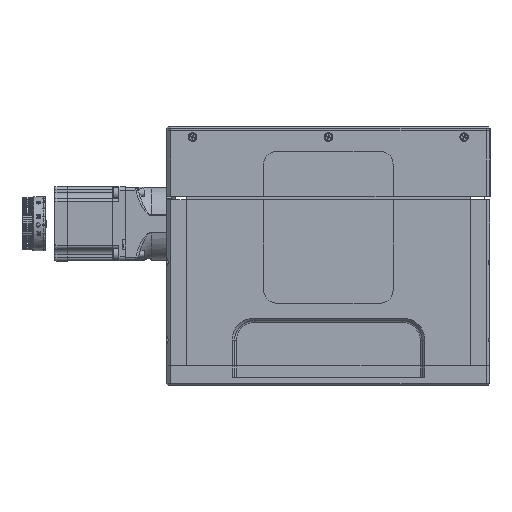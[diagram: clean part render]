
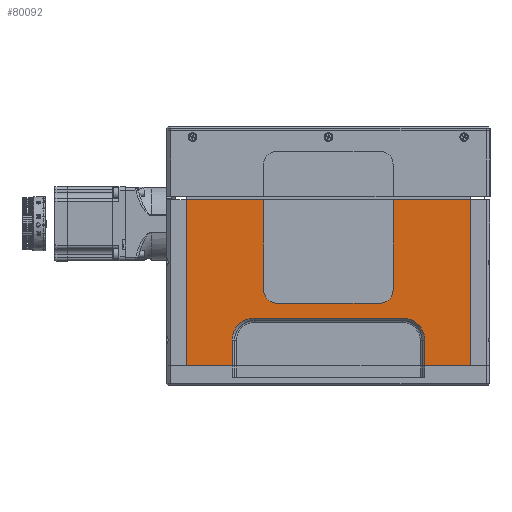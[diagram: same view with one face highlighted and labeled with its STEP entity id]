
A CAD part, left-side view. The second image highlights one B-rep face of the part: STEP entity #80092.
In plain terms, the highlighted planar face has unit normal (-1, 0, 0).
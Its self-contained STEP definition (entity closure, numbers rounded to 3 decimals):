
#86 = DIRECTION ( 'NONE',  ( 0., -1., 0. ) ) ;
#138 = VERTEX_POINT ( 'NONE', #56894 ) ;
#617 = DIRECTION ( 'NONE',  ( 1., 0., 0. ) ) ;
#1145 = AXIS2_PLACEMENT_3D ( 'NONE', #65317, #33773, #78493 ) ;
#1174 = FACE_OUTER_BOUND ( 'NONE', #18853, .T. ) ;
#1977 = DIRECTION ( 'NONE',  ( 0., 0., -1. ) ) ;
#2125 = LINE ( 'NONE', #64547, #33537 ) ;
#2898 = DIRECTION ( 'NONE',  ( 0., 0., 1. ) ) ;
#3115 = VECTOR ( 'NONE', #53887, 1000. ) ;
#4247 = CARTESIAN_POINT ( 'NONE',  ( -160., 110., 183. ) ) ;
#5200 = VERTEX_POINT ( 'NONE', #73980 ) ;
#5310 = VERTEX_POINT ( 'NONE', #31190 ) ;
#5684 = VERTEX_POINT ( 'NONE', #68425 ) ;
#5829 = CARTESIAN_POINT ( 'NONE',  ( -160., 74.5, 99. ) ) ;
#6795 = ORIENTED_EDGE ( 'NONE', *, *, #48604, .F. ) ;
#7345 = EDGE_CURVE ( 'NONE', #77260, #5310, #31494, .T. ) ;
#7687 = ORIENTED_EDGE ( 'NONE', *, *, #43057, .F. ) ;
#7999 = AXIS2_PLACEMENT_3D ( 'NONE', #38191, #617, #50730 ) ;
#8117 = CARTESIAN_POINT ( 'NONE',  ( -160., -74.5, 35. ) ) ;
#8152 = CIRCLE ( 'NONE', #1145, 17. ) ;
#8771 = VERTEX_POINT ( 'NONE', #72857 ) ;
#9331 = DIRECTION ( 'NONE',  ( 0., 0., 1. ) ) ;
#9847 = CARTESIAN_POINT ( 'NONE',  ( -160., 110., 15. ) ) ;
#9997 = LINE ( 'NONE', #41818, #3115 ) ;
#13861 = CARTESIAN_POINT ( 'NONE',  ( -160., -40., 63.5 ) ) ;
#14216 = CARTESIAN_POINT ( 'NONE',  ( -160., -57.5, 52. ) ) ;
#14966 = CARTESIAN_POINT ( 'NONE',  ( -160., -110., 15. ) ) ;
#15388 = DIRECTION ( 'NONE',  ( 1., 0., 0. ) ) ;
#16914 = DIRECTION ( 'NONE',  ( 0., 0., 1. ) ) ;
#17335 = DIRECTION ( 'NONE',  ( 0., 0., 1. ) ) ;
#18654 = ORIENTED_EDGE ( 'NONE', *, *, #29931, .F. ) ;
#18853 = EDGE_LOOP ( 'NONE', ( #39806, #28569, #48163, #37261, #7687, #64657, #36300, #18654, #57579, #6795, #52398, #56122, #50395, #48342, #55971, #25398 ) ) ;
#19074 = VERTEX_POINT ( 'NONE', #42137 ) ;
#19467 = LINE ( 'NONE', #43383, #80360 ) ;
#19674 = DIRECTION ( 'NONE',  ( 0., -1., 0. ) ) ;
#19799 = VECTOR ( 'NONE', #19674, 1000. ) ;
#22158 = CIRCLE ( 'NONE', #65756, 10. ) ;
#23643 = EDGE_CURVE ( 'NONE', #66830, #37857, #8152, .T. ) ;
#23656 = LINE ( 'NONE', #5829, #68759 ) ;
#24618 = CARTESIAN_POINT ( 'NONE',  ( -160., -74.5, 99. ) ) ;
#25320 = LINE ( 'NONE', #39300, #73394 ) ;
#25398 = ORIENTED_EDGE ( 'NONE', *, *, #75033, .T. ) ;
#25684 = EDGE_CURVE ( 'NONE', #5310, #35220, #53153, .T. ) ;
#26160 = EDGE_CURVE ( 'NONE', #37857, #8771, #78649, .T. ) ;
#26540 = DIRECTION ( 'NONE',  ( 0., 0., 1. ) ) ;
#26734 = LINE ( 'NONE', #39918, #44393 ) ;
#28569 = ORIENTED_EDGE ( 'NONE', *, *, #26160, .T. ) ;
#29931 = EDGE_CURVE ( 'NONE', #5684, #69109, #9997, .T. ) ;
#30488 = VECTOR ( 'NONE', #78972, 1000. ) ;
#31035 = CARTESIAN_POINT ( 'NONE',  ( -160., 40., 73.5 ) ) ;
#31190 = CARTESIAN_POINT ( 'NONE',  ( -160., 110., 143.5 ) ) ;
#31494 = LINE ( 'NONE', #4247, #35374 ) ;
#31807 = CARTESIAN_POINT ( 'NONE',  ( -160., 110., 143.5 ) ) ;
#33496 = VERTEX_POINT ( 'NONE', #66194 ) ;
#33537 = VECTOR ( 'NONE', #1977, 1000. ) ;
#33735 = EDGE_CURVE ( 'NONE', #46299, #74457, #23656, .T. ) ;
#33773 = DIRECTION ( 'NONE',  ( 1., 0., 0. ) ) ;
#34071 = EDGE_CURVE ( 'NONE', #74457, #33496, #71628, .T. ) ;
#34190 = CARTESIAN_POINT ( 'NONE',  ( -160., 74.5, 35. ) ) ;
#34482 = VECTOR ( 'NONE', #62465, 1000. ) ;
#35220 = VERTEX_POINT ( 'NONE', #35351 ) ;
#35351 = CARTESIAN_POINT ( 'NONE',  ( -160., 50., 143.5 ) ) ;
#35374 = VECTOR ( 'NONE', #16914, 1000. ) ;
#35534 = EDGE_CURVE ( 'NONE', #65577, #69109, #22158, .T. ) ;
#36300 = ORIENTED_EDGE ( 'NONE', *, *, #35534, .T. ) ;
#37261 = ORIENTED_EDGE ( 'NONE', *, *, #49928, .F. ) ;
#37558 = EDGE_CURVE ( 'NONE', #46299, #77260, #52961, .T. ) ;
#37816 = LINE ( 'NONE', #9847, #49494 ) ;
#37857 = VERTEX_POINT ( 'NONE', #8117 ) ;
#38191 = CARTESIAN_POINT ( 'NONE',  ( -160., 0., 99. ) ) ;
#39300 = CARTESIAN_POINT ( 'NONE',  ( -160., -110., 183. ) ) ;
#39806 = ORIENTED_EDGE ( 'NONE', *, *, #23643, .T. ) ;
#39918 = CARTESIAN_POINT ( 'NONE',  ( -160., -50., 143.5 ) ) ;
#40471 = DIRECTION ( 'NONE',  ( 1., 0., 0. ) ) ;
#41638 = CARTESIAN_POINT ( 'NONE',  ( -160., 57.5, 35. ) ) ;
#41818 = CARTESIAN_POINT ( 'NONE',  ( -160., -50., 63.5 ) ) ;
#42137 = CARTESIAN_POINT ( 'NONE',  ( -160., -50., 143.5 ) ) ;
#43057 = EDGE_CURVE ( 'NONE', #19074, #5200, #19467, .T. ) ;
#43383 = CARTESIAN_POINT ( 'NONE',  ( -160., 110., 143.5 ) ) ;
#44393 = VECTOR ( 'NONE', #26540, 1000. ) ;
#46299 = VERTEX_POINT ( 'NONE', #70334 ) ;
#47741 = EDGE_CURVE ( 'NONE', #56696, #8771, #37816, .T. ) ;
#48163 = ORIENTED_EDGE ( 'NONE', *, *, #47741, .F. ) ;
#48342 = ORIENTED_EDGE ( 'NONE', *, *, #33735, .T. ) ;
#48604 = EDGE_CURVE ( 'NONE', #35220, #138, #2125, .T. ) ;
#49494 = VECTOR ( 'NONE', #59237, 1000. ) ;
#49928 = EDGE_CURVE ( 'NONE', #5200, #56696, #25320, .T. ) ;
#50395 = ORIENTED_EDGE ( 'NONE', *, *, #37558, .F. ) ;
#50730 = DIRECTION ( 'NONE',  ( 0., 0., 1. ) ) ;
#51919 = EDGE_CURVE ( 'NONE', #5684, #138, #76099, .T. ) ;
#52398 = ORIENTED_EDGE ( 'NONE', *, *, #25684, .F. ) ;
#52961 = LINE ( 'NONE', #78446, #30488 ) ;
#53153 = LINE ( 'NONE', #31807, #19799 ) ;
#53340 = CARTESIAN_POINT ( 'NONE',  ( -160., -40., 73.5 ) ) ;
#53887 = DIRECTION ( 'NONE',  ( 0., -1., 0. ) ) ;
#55971 = ORIENTED_EDGE ( 'NONE', *, *, #34071, .T. ) ;
#56122 = ORIENTED_EDGE ( 'NONE', *, *, #7345, .F. ) ;
#56282 = PLANE ( 'NONE',  #7999 ) ;
#56696 = VERTEX_POINT ( 'NONE', #14966 ) ;
#56894 = CARTESIAN_POINT ( 'NONE',  ( -160., 50., 73.5 ) ) ;
#57579 = ORIENTED_EDGE ( 'NONE', *, *, #51919, .T. ) ;
#57690 = DIRECTION ( 'NONE',  ( 0., 0., -1. ) ) ;
#59237 = DIRECTION ( 'NONE',  ( 0., 1., 0. ) ) ;
#59511 = VECTOR ( 'NONE', #86, 1000. ) ;
#61438 = AXIS2_PLACEMENT_3D ( 'NONE', #31035, #74934, #17335 ) ;
#61485 = AXIS2_PLACEMENT_3D ( 'NONE', #41638, #15388, #9331 ) ;
#62465 = DIRECTION ( 'NONE',  ( 0., 0., -1. ) ) ;
#62907 = CARTESIAN_POINT ( 'NONE',  ( -160., -57.5, 52. ) ) ;
#64534 = CARTESIAN_POINT ( 'NONE',  ( -160., 110., 15. ) ) ;
#64547 = CARTESIAN_POINT ( 'NONE',  ( -160., 50., 143.5 ) ) ;
#64657 = ORIENTED_EDGE ( 'NONE', *, *, #68451, .F. ) ;
#65317 = CARTESIAN_POINT ( 'NONE',  ( -160., -57.5, 35. ) ) ;
#65577 = VERTEX_POINT ( 'NONE', #72045 ) ;
#65756 = AXIS2_PLACEMENT_3D ( 'NONE', #53340, #40471, #2898 ) ;
#66194 = CARTESIAN_POINT ( 'NONE',  ( -160., 57.5, 52. ) ) ;
#66830 = VERTEX_POINT ( 'NONE', #14216 ) ;
#68128 = DIRECTION ( 'NONE',  ( 0., 0., 1. ) ) ;
#68156 = DIRECTION ( 'NONE',  ( 0., -1., 0. ) ) ;
#68425 = CARTESIAN_POINT ( 'NONE',  ( -160., 40., 63.5 ) ) ;
#68451 = EDGE_CURVE ( 'NONE', #65577, #19074, #26734, .T. ) ;
#68759 = VECTOR ( 'NONE', #68128, 1000. ) ;
#69109 = VERTEX_POINT ( 'NONE', #13861 ) ;
#70334 = CARTESIAN_POINT ( 'NONE',  ( -160., 74.5, 15. ) ) ;
#71628 = CIRCLE ( 'NONE', #61485, 17. ) ;
#72045 = CARTESIAN_POINT ( 'NONE',  ( -160., -50., 73.5 ) ) ;
#72857 = CARTESIAN_POINT ( 'NONE',  ( -160., -74.5, 15. ) ) ;
#73394 = VECTOR ( 'NONE', #57690, 1000. ) ;
#73980 = CARTESIAN_POINT ( 'NONE',  ( -160., -110., 143.5 ) ) ;
#74457 = VERTEX_POINT ( 'NONE', #34190 ) ;
#74934 = DIRECTION ( 'NONE',  ( 1., 0., 0. ) ) ;
#75033 = EDGE_CURVE ( 'NONE', #33496, #66830, #78159, .T. ) ;
#76099 = CIRCLE ( 'NONE', #61438, 10. ) ;
#77260 = VERTEX_POINT ( 'NONE', #64534 ) ;
#78159 = LINE ( 'NONE', #62907, #59511 ) ;
#78446 = CARTESIAN_POINT ( 'NONE',  ( -160., 110., 15. ) ) ;
#78493 = DIRECTION ( 'NONE',  ( 0., 0., 1. ) ) ;
#78649 = LINE ( 'NONE', #24618, #34482 ) ;
#78972 = DIRECTION ( 'NONE',  ( 0., 1., 0. ) ) ;
#80092 = ADVANCED_FACE ( 'NONE', ( #1174 ), #56282, .F. ) ;
#80360 = VECTOR ( 'NONE', #68156, 1000. ) ;
